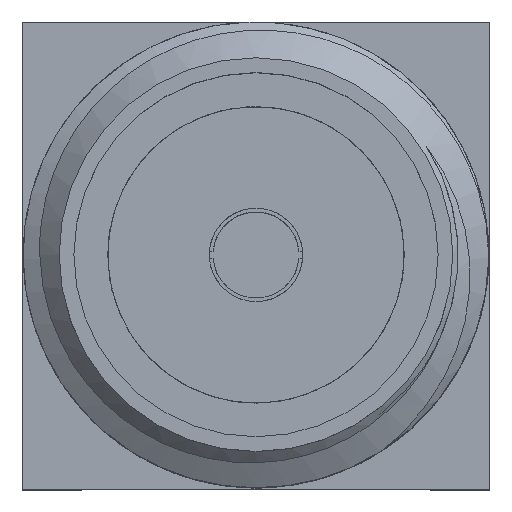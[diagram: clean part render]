
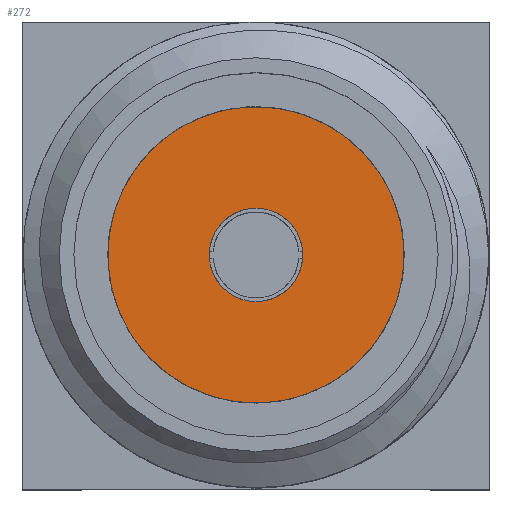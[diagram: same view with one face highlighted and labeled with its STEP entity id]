
A CAD part, top view. The second image highlights one B-rep face of the part: STEP entity #272.
In plain terms, the highlighted face is planar.
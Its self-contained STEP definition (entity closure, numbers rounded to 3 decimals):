
#272 = ADVANCED_FACE( '', ( #548, #549 ), #550, .F. );
#548 = FACE_BOUND( '', #1226, .T. );
#549 = FACE_OUTER_BOUND( '', #1227, .T. );
#550 = PLANE( '', #1228 );
#1226 = EDGE_LOOP( '', ( #1734 ) );
#1227 = EDGE_LOOP( '', ( #1735 ) );
#1228 = AXIS2_PLACEMENT_3D( '', #1736, #1737, #1738 );
#1734 = ORIENTED_EDGE( '', *, *, #2007, .T. );
#1735 = ORIENTED_EDGE( '', *, *, #1892, .F. );
#1736 = CARTESIAN_POINT( '', ( 0., 0., 0. ) );
#1737 = DIRECTION( '', ( 0., 1., 0. ) );
#1738 = DIRECTION( '', ( 0., 0., 1. ) );
#1892 = EDGE_CURVE( '', #2127, #2127, #2128, .T. );
#2007 = EDGE_CURVE( '', #2307, #2307, #2308, .T. );
#2127 = VERTEX_POINT( '', #2464 );
#2128 = CIRCLE( '', #2465, 2.015 );
#2307 = VERTEX_POINT( '', #3093 );
#2308 = CIRCLE( '', #3094, 0.635 );
#2464 = CARTESIAN_POINT( '', ( 2.015, 0., 0. ) );
#2465 = AXIS2_PLACEMENT_3D( '', #3230, #3231, #3232 );
#3093 = CARTESIAN_POINT( '', ( 0.635, 0., 0. ) );
#3094 = AXIS2_PLACEMENT_3D( '', #3380, #3381, #3382 );
#3230 = CARTESIAN_POINT( '', ( 0., 0., 0. ) );
#3231 = DIRECTION( '', ( 0., 1., 0. ) );
#3232 = DIRECTION( '', ( 1., 0., 0. ) );
#3380 = CARTESIAN_POINT( '', ( 0., 0., 0. ) );
#3381 = DIRECTION( '', ( 0., 1., 0. ) );
#3382 = DIRECTION( '', ( 1., 0., 0. ) );
